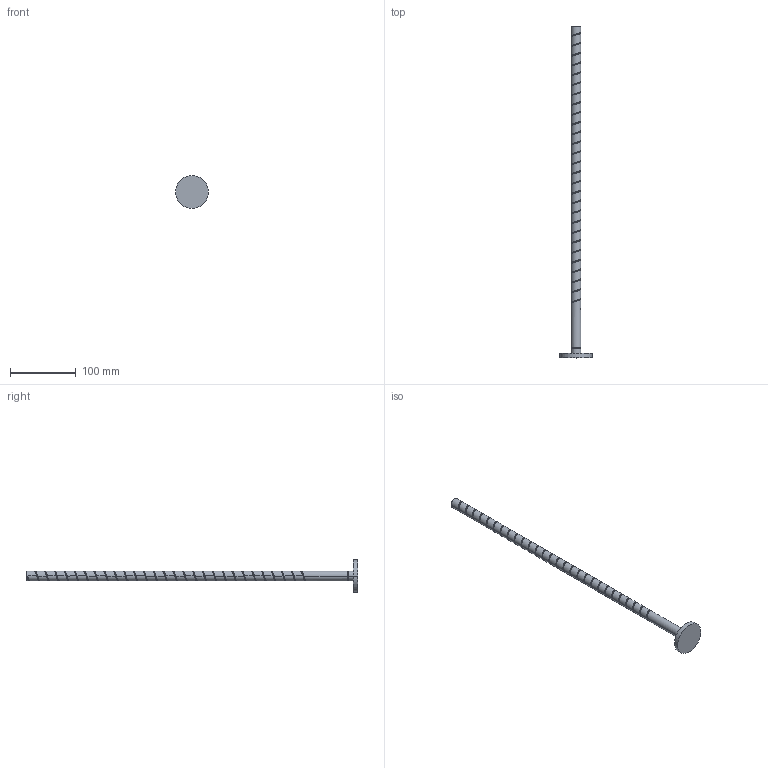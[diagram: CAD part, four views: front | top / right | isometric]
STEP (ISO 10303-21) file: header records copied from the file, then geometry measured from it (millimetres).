
FILE_DESCRIPTION (( 'STEP AP203' ), '1' );
FILE_NAME ('lead_screw_Default_sldprt.STEP', '2023-12-06T03:32:57', ( '' ), ( '' ), 'SwSTEP 2.0', 'SolidWorks 2019', '' );
FILE_SCHEMA (( 'CONFIG_CONTROL_DESIGN' ));
Length unit declared in the file: millimetre
Products named in the file (1): lead_screw_Default_sldprt
Bounding box: 50 x 505 x 50 mm (x, y, z)
Volume: 100521.2 mm3; surface area: 30067.3 mm2
Topology: 1 solids, 1 shells, 75 faces, 208 edges, 138 vertices
Faces by surface type: cylinder 65, plane 7, bspline 3
Entity records: 12394 total; most frequent: CARTESIAN_POINT 10755, ORIENTED_EDGE 416, DIRECTION 246, EDGE_CURVE 208, VERTEX_POINT 138, AXIS2_PLACEMENT_3D 89, EDGE_LOOP 78, ADVANCED_FACE 75
